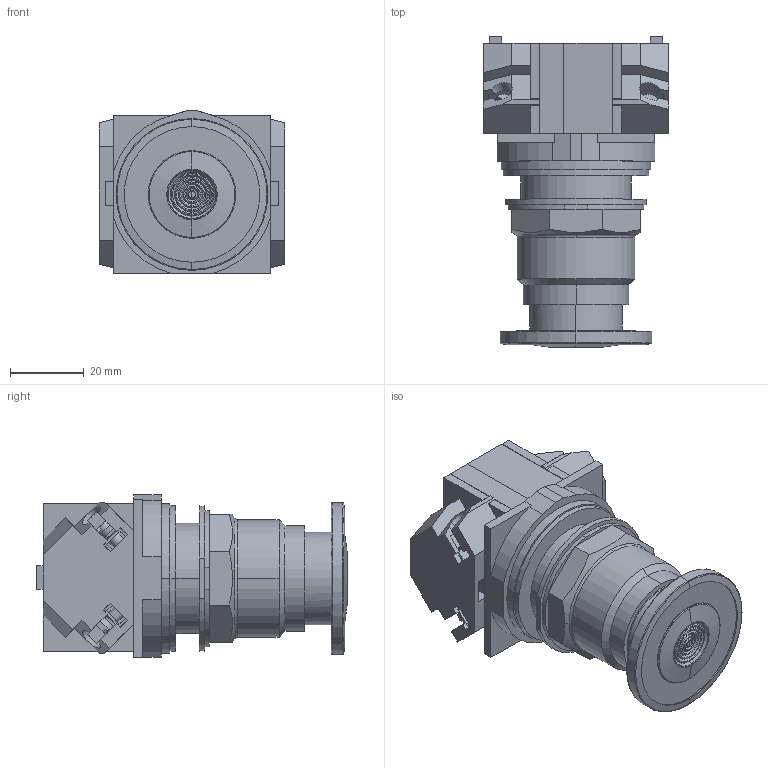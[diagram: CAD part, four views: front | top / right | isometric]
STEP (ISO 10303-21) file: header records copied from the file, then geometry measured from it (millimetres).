
FILE_DESCRIPTION((''),'2;1');
FILE_NAME('9001KR9RH6_ASM','2021-05-03T16:09:59',('SESA592305'),('Schneider-Electric'),'CREO PARAMETRIC BY PTC INC, 2019471','CREO PARAMETRIC BY PTC INC, 2019471','');
FILE_SCHEMA(('AP242_MANAGED_MODEL_BASED_3D_ENGINEERING_MIM_LF { 1 0 10303 442 1 1 4 }'));
Products named in the file (7): LUMP5; LUMP47_BASE_TETE_TROP_GRANDE; 65122-263-03; 9001R22_ASM; BASE_TETE_R22_HAUTE_ASM; 9001KA3_3D; 9001KR9RH6_ASM
Assembly tree (7 placements, depth 4):
  9001KR9RH6_ASM
    BASE_TETE_R22_HAUTE_ASM
      LUMP5
      LUMP47_BASE_TETE_TROP_GRANDE
      9001R22_ASM
        65122-263-03
    9001KA3_3D  x2
Bounding box: 50.38 x 84.58 x 44.2 mm (x, y, z)
Volume: 89645.1 mm3; surface area: 35049.5 mm2
Topology: 5 solids, 5 shells, 547 faces, 1486 edges, 960 vertices
Faces by surface type: plane 364, cylinder 121, cone 36, torus 20, sphere 6
Entity records: 124655 total; most frequent: CARTESIAN_POINT 109113, DIRECTION 2217, ORIENTED_EDGE 1890, POLYLINE 1848, EDGE_CURVE 945, AXIS2_PLACEMENT_3D 790, PRESENTATION_STYLE_ASSIGNMENT 670, STYLED_ITEM 662
